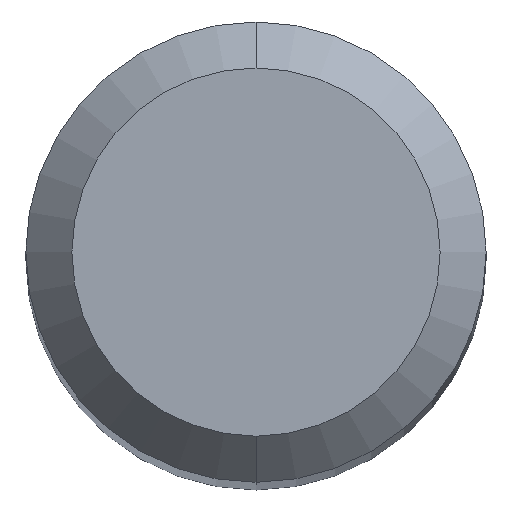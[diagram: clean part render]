
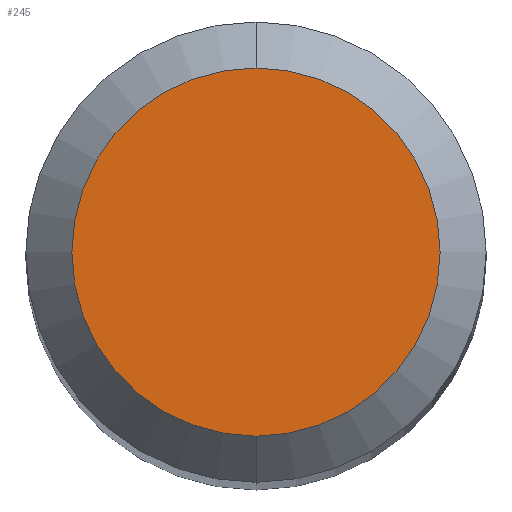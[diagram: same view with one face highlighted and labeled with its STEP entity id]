
A CAD part, top view. The second image highlights one B-rep face of the part: STEP entity #245.
In plain terms, the highlighted planar face has unit normal (0, 0, 1).
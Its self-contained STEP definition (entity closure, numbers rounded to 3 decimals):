
#245=ADVANCED_FACE('',(#562),#563,.T.);
#275=VERTEX_POINT('',#595);
#311=VERTEX_POINT('',#635);
#341=EDGE_CURVE('',#275,#311,#667,.T.);
#369=EDGE_CURVE('',#311,#275,#697,.T.);
#562=FACE_OUTER_BOUND('',#927,.T.);
#563=PLANE('',#928);
#595=CARTESIAN_POINT('',(0.0,1.2,0.0));
#635=CARTESIAN_POINT('',(0.,-1.2,0.0));
#667=CIRCLE('',#1104,1.2);
#697=CIRCLE('',#1151,1.2);
#927=EDGE_LOOP('',(#1563,#1564));
#928=AXIS2_PLACEMENT_3D('',#1565,#1566,#1567);
#1104=AXIS2_PLACEMENT_3D('',#1674,#1675,#1676);
#1151=AXIS2_PLACEMENT_3D('',#1703,#1704,#1705);
#1563=ORIENTED_EDGE('',*,*,#341,.F.);
#1564=ORIENTED_EDGE('',*,*,#369,.F.);
#1565=CARTESIAN_POINT('',(0.0,0.6,0.0));
#1566=DIRECTION('',(-0.0,0.0,1.0));
#1567=DIRECTION('',(0.0,-1.0,0.0));
#1674=CARTESIAN_POINT('',(0.0,0.0,0.0));
#1675=DIRECTION('',(0.0,0.0,-1.0));
#1676=DIRECTION('',(0.0,1.0,0.0));
#1703=CARTESIAN_POINT('',(0.0,0.0,0.0));
#1704=DIRECTION('',(0.0,0.0,-1.0));
#1705=DIRECTION('',(0.0,1.0,0.0));
